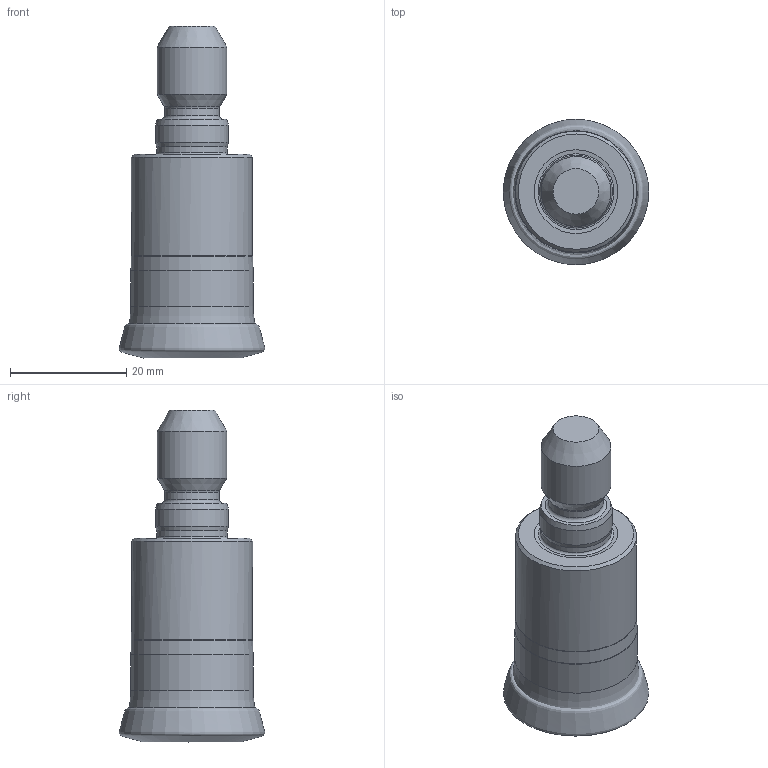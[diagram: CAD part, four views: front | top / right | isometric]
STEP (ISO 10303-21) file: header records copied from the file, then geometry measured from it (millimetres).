
FILE_DESCRIPTION(/* description */ (''),/* implementation_level */ '2;1');
FILE_NAME(/* name */ 'toolassembly_1.stp',/* time_stamp */ '2018-10-19T13:40:49+02:00',/* author */ (''),/* organization */ ('SMS'),/* preprocessor_version */ 'ST-DEVELOPER v15',/* originating_system */ 'SIEMENS PLM Software NX 8.5',/* authorisation */ '');
FILE_SCHEMA (('AUTOMOTIVE_DESIGN { 1 0 10303 214 3 1 1 1 }'));
Length unit declared in the file: millimetre
Products named in the file (4): ASSEMBLY_CONSTRUCTION; CUT_20181019133905; NOCUT_20181019133902; TOOLASSEMBLY_1
Assembly tree (3 placements, depth 2):
  TOOLASSEMBLY_1
    NOCUT_20181019133902
    CUT_20181019133905
    ASSEMBLY_CONSTRUCTION
Bounding box: 24.99 x 24.98 x 57 mm (x, y, z)
Volume: 15737.7 mm3; surface area: 4916.6 mm2
Topology: 2 solids, 2 shells, 27 faces, 56 edges, 44 vertices
Faces by surface type: cone 9, torus 7, cylinder 6, plane 4, bspline 1
Full cylindrical faces by diameter (mm): 9.4 x1, 12 x1, 12.1 x1, 12.5 x1, 20.8 x1, 21 x1
Entity records: 3531 total; most frequent: CARTESIAN_POINT 2853, DIRECTION 132, AXIS2_PLACEMENT_3D 66, EDGE_LOOP 50, ORIENTED_EDGE 50, FACE_BOUND 49, ADVANCED_FACE 27, VERTEX_POINT 26
